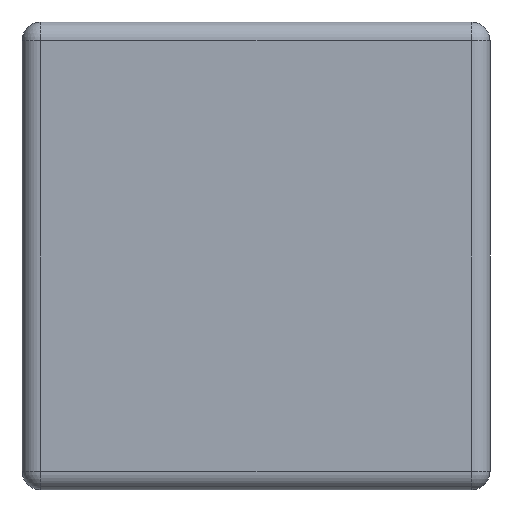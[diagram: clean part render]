
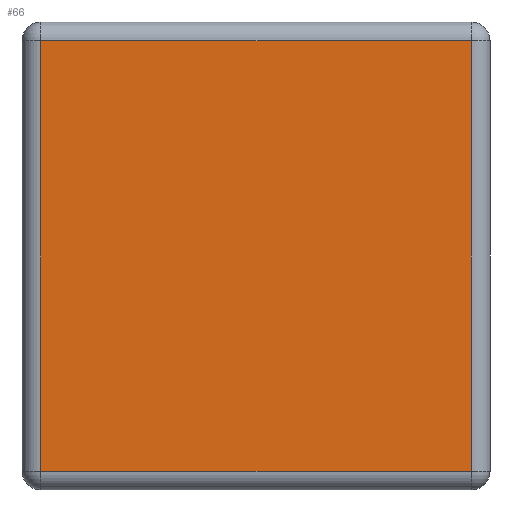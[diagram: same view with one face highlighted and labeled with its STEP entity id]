
A CAD part, front view. The second image highlights one B-rep face of the part: STEP entity #66.
In plain terms, the highlighted planar face has unit normal (0, -1, 0).
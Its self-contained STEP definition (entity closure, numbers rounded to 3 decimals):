
#66 = ADVANCED_FACE( '', ( #149 ), #150, .T. );
#149 = FACE_OUTER_BOUND( '', #249, .T. );
#150 = PLANE( '', #250 );
#249 = EDGE_LOOP( '', ( #353, #354, #355, #356 ) );
#250 = AXIS2_PLACEMENT_3D( '', #357, #358, #359 );
#353 = ORIENTED_EDGE( '', *, *, #579, .T. );
#354 = ORIENTED_EDGE( '', *, *, #570, .T. );
#355 = ORIENTED_EDGE( '', *, *, #580, .T. );
#356 = ORIENTED_EDGE( '', *, *, #581, .T. );
#357 = CARTESIAN_POINT( '', ( -0.25, -0.125, -0.25 ) );
#358 = DIRECTION( '', ( 0., -1., 0. ) );
#359 = DIRECTION( '', ( 0., 0., -1. ) );
#570 = EDGE_CURVE( '', #660, #658, #661, .T. );
#579 = EDGE_CURVE( '', #675, #660, #676, .T. );
#580 = EDGE_CURVE( '', #658, #677, #678, .T. );
#581 = EDGE_CURVE( '', #677, #675, #679, .T. );
#658 = VERTEX_POINT( '', #782 );
#660 = VERTEX_POINT( '', #784 );
#661 = LINE( '', #785, #786 );
#675 = VERTEX_POINT( '', #803 );
#676 = LINE( '', #804, #805 );
#677 = VERTEX_POINT( '', #806 );
#678 = LINE( '', #807, #808 );
#679 = LINE( '', #809, #810 );
#782 = CARTESIAN_POINT( '', ( 0.23, -0.125, -0.23 ) );
#784 = CARTESIAN_POINT( '', ( -0.23, -0.125, -0.23 ) );
#785 = CARTESIAN_POINT( '', ( 0.25, -0.125, -0.23 ) );
#786 = VECTOR( '', #943, 1000. );
#803 = CARTESIAN_POINT( '', ( -0.23, -0.125, 0.23 ) );
#804 = CARTESIAN_POINT( '', ( -0.23, -0.125, -0.25 ) );
#805 = VECTOR( '', #956, 1000. );
#806 = CARTESIAN_POINT( '', ( 0.23, -0.125, 0.23 ) );
#807 = CARTESIAN_POINT( '', ( 0.23, -0.125, 0.25 ) );
#808 = VECTOR( '', #957, 1000. );
#809 = CARTESIAN_POINT( '', ( -0.25, -0.125, 0.23 ) );
#810 = VECTOR( '', #958, 1000. );
#943 = DIRECTION( '', ( 1., 0., 0. ) );
#956 = DIRECTION( '', ( 0., 0., -1. ) );
#957 = DIRECTION( '', ( 0., 0., 1. ) );
#958 = DIRECTION( '', ( -1., 0., 0. ) );
